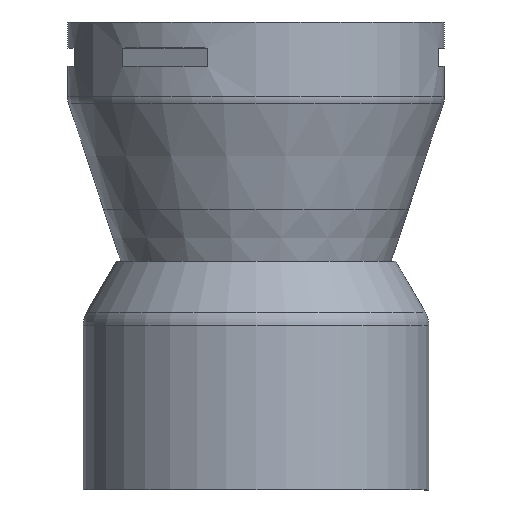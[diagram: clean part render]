
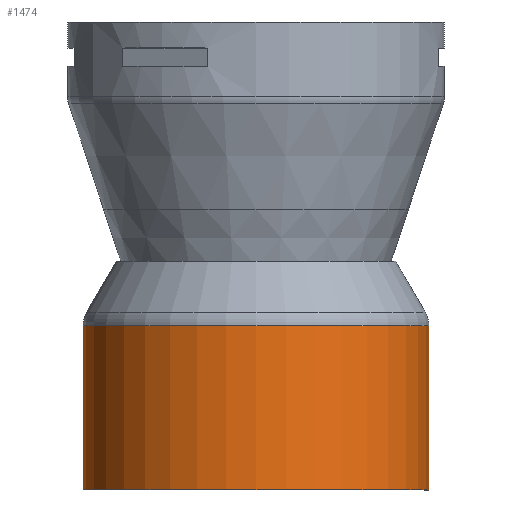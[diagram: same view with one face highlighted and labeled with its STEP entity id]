
A CAD part, front view. The second image highlights one B-rep face of the part: STEP entity #1474.
In plain terms, the highlighted cylindrical face has radius 665 mm (diameter 1330 mm), a full revolution.
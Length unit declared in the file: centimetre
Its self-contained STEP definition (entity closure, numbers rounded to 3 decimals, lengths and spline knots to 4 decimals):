
#29=CYLINDRICAL_SURFACE('',#1638,66.5);
#121=CIRCLE('',#1635,66.5);
#123=CIRCLE('',#1637,66.5);
#124=CIRCLE('',#1639,66.5);
#225=FACE_OUTER_BOUND('',#313,.T.);
#313=EDGE_LOOP('',(#1334,#1335,#1336,#1337,#1338));
#446=LINE('',#2520,#578);
#578=VECTOR('',#2090,66.5);
#711=VERTEX_POINT('',#2512);
#712=VERTEX_POINT('',#2513);
#713=VERTEX_POINT('',#2518);
#918=EDGE_CURVE('',#711,#712,#121,.T.);
#920=EDGE_CURVE('',#712,#711,#123,.T.);
#921=EDGE_CURVE('',#713,#713,#124,.T.);
#922=EDGE_CURVE('',#713,#712,#446,.T.);
#1334=ORIENTED_EDGE('',*,*,#921,.F.);
#1335=ORIENTED_EDGE('',*,*,#922,.T.);
#1336=ORIENTED_EDGE('',*,*,#920,.T.);
#1337=ORIENTED_EDGE('',*,*,#918,.T.);
#1338=ORIENTED_EDGE('',*,*,#922,.F.);
#1474=ADVANCED_FACE('',(#225),#29,.T.);
#1635=AXIS2_PLACEMENT_3D('',#2514,#2080,#2081);
#1637=AXIS2_PLACEMENT_3D('',#2516,#2084,#2085);
#1638=AXIS2_PLACEMENT_3D('',#2517,#2086,#2087);
#1639=AXIS2_PLACEMENT_3D('',#2519,#2088,#2089);
#2080=DIRECTION('center_axis',(0.,0.,
-1.));
#2081=DIRECTION('ref_axis',(1.,0.,0.));
#2084=DIRECTION('center_axis',(0.,0.,
-1.));
#2085=DIRECTION('ref_axis',(1.,0.,0.));
#2086=DIRECTION('center_axis',(0.,0.,
-1.));
#2087=DIRECTION('ref_axis',(-1.,0.,0.));
#2088=DIRECTION('center_axis',(0.,0.,
-1.));
#2089=DIRECTION('ref_axis',(1.,0.,0.));
#2090=DIRECTION('',(0.,0.,1.));
#2512=CARTESIAN_POINT('',(0.,-66.5,63.1618));
#2513=CARTESIAN_POINT('',(66.5,0.,63.1618));
#2514=CARTESIAN_POINT('Origin',(0.,0.,
63.1618));
#2516=CARTESIAN_POINT('Origin',(0.,0.,
63.1618));
#2517=CARTESIAN_POINT('Origin',(0.,0.,31.5809));
#2518=CARTESIAN_POINT('',(66.5,0.,0.));
#2519=CARTESIAN_POINT('Origin',(0.,0.,0.));
#2520=CARTESIAN_POINT('',(66.5,0.,31.5809));
